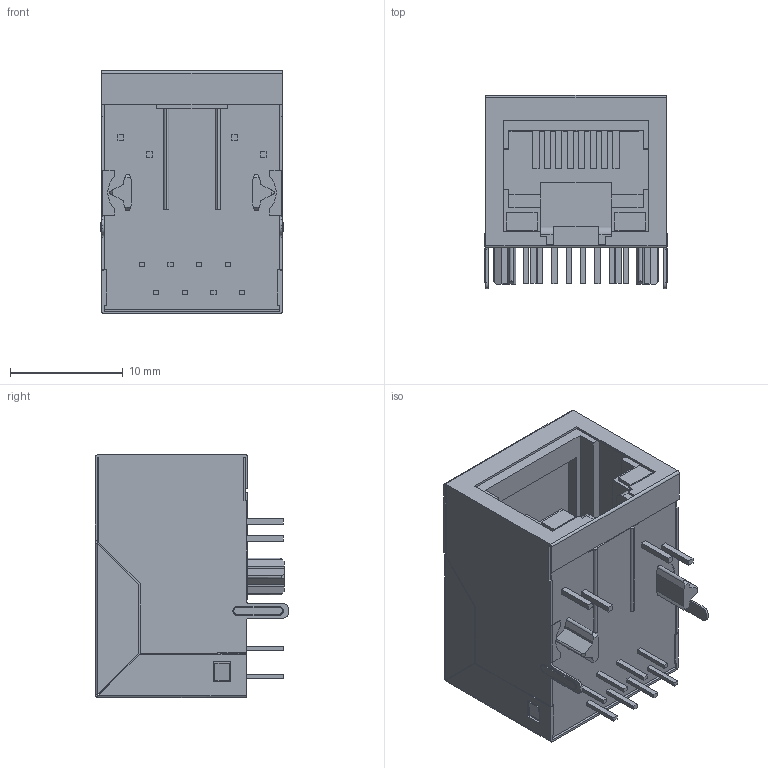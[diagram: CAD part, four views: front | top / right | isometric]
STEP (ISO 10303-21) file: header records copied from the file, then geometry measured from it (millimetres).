
FILE_DESCRIPTION (( 'STEP AP214' ), '1' );
FILE_NAME ('J0011D01BNL.STEP', '2016-12-27T01:17:37', ( '' ), ( '' ), 'SwSTEP 2.0', 'SolidWorks 2012', '' );
FILE_SCHEMA (( 'AUTOMOTIVE_DESIGN' ));
Length unit declared in the file: millimetre
Products named in the file (1): J0011D01BNL
Bounding box: 16.23 x 17.14 x 21.58 mm (x, y, z)
Volume: 1794.6 mm3; surface area: 3748.3 mm2
Topology: 1 solids, 1 shells, 396 faces, 1113 edges, 726 vertices
Faces by surface type: plane 328, cylinder 56, bspline 12
Entity records: 17174 total; most frequent: CARTESIAN_POINT 2751, ORIENTED_EDGE 2226, DIRECTION 1964, EDGE_CURVE 1113, LINE 970, VECTOR 970, VERTEX_POINT 726, AXIS2_PLACEMENT_3D 497
